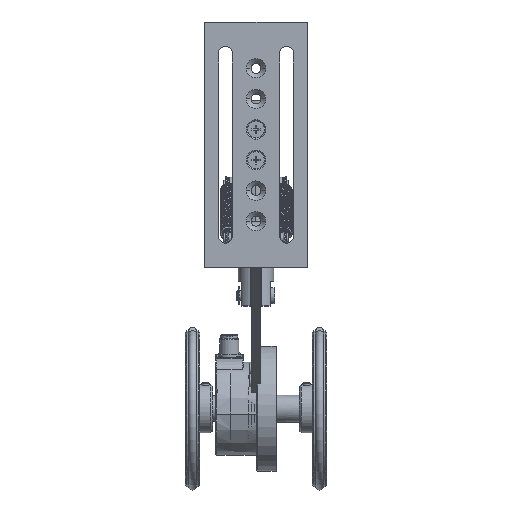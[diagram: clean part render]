
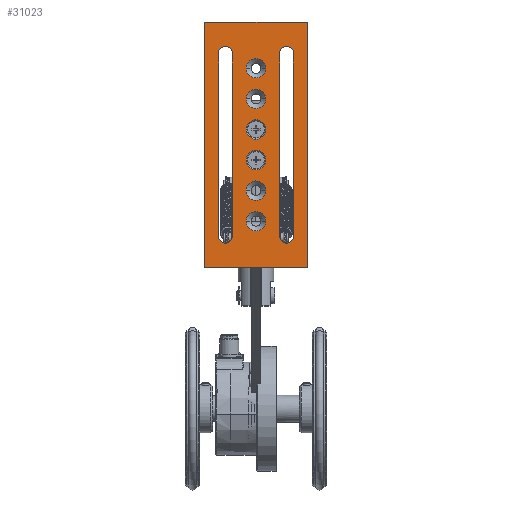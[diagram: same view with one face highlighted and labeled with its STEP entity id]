
A CAD part, top view. The second image highlights one B-rep face of the part: STEP entity #31023.
In plain terms, the highlighted planar face has unit normal (0, 0, 1).
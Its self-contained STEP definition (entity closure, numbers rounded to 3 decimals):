
#7815=DIRECTION('',(0.,-1.,0.));
#7816=VECTOR('',#7815,152.5);
#7817=CARTESIAN_POINT('',(-31.75,76.25,5.));
#7818=LINE('',#7817,#7816);
#7819=DIRECTION('',(-1.,0.,0.));
#7820=VECTOR('',#7819,63.5);
#7821=CARTESIAN_POINT('',(31.75,76.25,5.));
#7822=LINE('',#7821,#7820);
#7823=DIRECTION('',(0.,1.,0.));
#7824=VECTOR('',#7823,152.5);
#7825=CARTESIAN_POINT('',(31.75,-76.25,5.));
#7826=LINE('',#7825,#7824);
#7827=DIRECTION('',(1.,0.,0.));
#7828=VECTOR('',#7827,63.5);
#7829=CARTESIAN_POINT('',(-31.75,-76.25,5.));
#7830=LINE('',#7829,#7828);
#7831=CARTESIAN_POINT('',(0.,-47.55,5.));
#7832=DIRECTION('',(0.,0.,-1.));
#7833=DIRECTION('',(1.,0.,0.));
#7834=AXIS2_PLACEMENT_3D('',#7831,#7832,#7833);
#7836=CARTESIAN_POINT('',(0.,-47.55,5.));
#7837=DIRECTION('',(0.,0.,-1.));
#7838=DIRECTION('',(-1.,0.,0.));
#7839=AXIS2_PLACEMENT_3D('',#7836,#7837,#7838);
#7841=CARTESIAN_POINT('',(0.,-28.55,5.));
#7842=DIRECTION('',(0.,0.,-1.));
#7843=DIRECTION('',(1.,0.,0.));
#7844=AXIS2_PLACEMENT_3D('',#7841,#7842,#7843);
#7846=CARTESIAN_POINT('',(0.,-28.55,5.));
#7847=DIRECTION('',(0.,0.,-1.));
#7848=DIRECTION('',(-1.,0.,0.));
#7849=AXIS2_PLACEMENT_3D('',#7846,#7847,#7848);
#7851=CARTESIAN_POINT('',(0.,-9.55,5.));
#7852=DIRECTION('',(0.,0.,-1.));
#7853=DIRECTION('',(1.,0.,0.));
#7854=AXIS2_PLACEMENT_3D('',#7851,#7852,#7853);
#7856=CARTESIAN_POINT('',(0.,-9.55,5.));
#7857=DIRECTION('',(0.,0.,-1.));
#7858=DIRECTION('',(-1.,0.,0.));
#7859=AXIS2_PLACEMENT_3D('',#7856,#7857,#7858);
#7861=CARTESIAN_POINT('',(0.,9.45,5.));
#7862=DIRECTION('',(0.,0.,-1.));
#7863=DIRECTION('',(1.,0.,0.));
#7864=AXIS2_PLACEMENT_3D('',#7861,#7862,#7863);
#7866=CARTESIAN_POINT('',(0.,9.45,5.));
#7867=DIRECTION('',(0.,0.,-1.));
#7868=DIRECTION('',(-1.,0.,0.));
#7869=AXIS2_PLACEMENT_3D('',#7866,#7867,#7868);
#7871=CARTESIAN_POINT('',(0.,28.45,5.));
#7872=DIRECTION('',(0.,0.,-1.));
#7873=DIRECTION('',(1.,0.,0.));
#7874=AXIS2_PLACEMENT_3D('',#7871,#7872,#7873);
#7876=CARTESIAN_POINT('',(0.,28.45,5.));
#7877=DIRECTION('',(0.,0.,-1.));
#7878=DIRECTION('',(-1.,0.,0.));
#7879=AXIS2_PLACEMENT_3D('',#7876,#7877,#7878);
#7881=CARTESIAN_POINT('',(0.,47.45,5.));
#7882=DIRECTION('',(0.,0.,-1.));
#7883=DIRECTION('',(1.,0.,0.));
#7884=AXIS2_PLACEMENT_3D('',#7881,#7882,#7883);
#7886=CARTESIAN_POINT('',(0.,47.45,5.));
#7887=DIRECTION('',(0.,0.,-1.));
#7888=DIRECTION('',(-1.,0.,0.));
#7889=AXIS2_PLACEMENT_3D('',#7886,#7887,#7888);
#7891=CARTESIAN_POINT('',(-19.,57.,5.));
#7892=DIRECTION('',(0.,0.,-1.));
#7893=DIRECTION('',(-1.,0.,0.));
#7894=AXIS2_PLACEMENT_3D('',#7891,#7892,#7893);
#7896=CARTESIAN_POINT('',(-19.,-57.,5.));
#7897=DIRECTION('',(0.,0.,-1.));
#7898=DIRECTION('',(1.,0.,0.));
#7899=AXIS2_PLACEMENT_3D('',#7896,#7897,#7898);
#7901=CARTESIAN_POINT('',(19.,57.,5.));
#7902=DIRECTION('',(0.,0.,-1.));
#7903=DIRECTION('',(-1.,0.,0.));
#7904=AXIS2_PLACEMENT_3D('',#7901,#7902,#7903);
#7906=CARTESIAN_POINT('',(19.,-57.,5.));
#7907=DIRECTION('',(0.,0.,-1.));
#7908=DIRECTION('',(1.,0.,0.));
#7909=AXIS2_PLACEMENT_3D('',#7906,#7907,#7908);
#8574=DIRECTION('',(0.,1.,0.));
#8575=VECTOR('',#8574,114.);
#8576=CARTESIAN_POINT('',(-23.25,-57.,5.));
#8577=LINE('',#8576,#8575);
#8590=DIRECTION('',(0.,-1.,0.));
#8591=VECTOR('',#8590,114.);
#8592=CARTESIAN_POINT('',(-14.75,57.,5.));
#8593=LINE('',#8592,#8591);
#8606=DIRECTION('',(0.,-1.,0.));
#8607=VECTOR('',#8606,114.);
#8608=CARTESIAN_POINT('',(14.75,57.,5.));
#8609=LINE('',#8608,#8607);
#8618=DIRECTION('',(0.,1.,0.));
#8619=VECTOR('',#8618,114.);
#8620=CARTESIAN_POINT('',(23.25,-57.,5.));
#8621=LINE('',#8620,#8619);
#16758=CARTESIAN_POINT('',(-31.75,76.25,5.));
#16759=VERTEX_POINT('',#16758);
#16760=CARTESIAN_POINT('',(-31.75,-76.25,5.));
#16761=VERTEX_POINT('',#16760);
#16762=CARTESIAN_POINT('',(31.75,76.25,5.));
#16763=VERTEX_POINT('',#16762);
#16764=CARTESIAN_POINT('',(31.75,-76.25,5.));
#16765=VERTEX_POINT('',#16764);
#16766=CARTESIAN_POINT('',(6.,-47.55,5.));
#16767=CARTESIAN_POINT('',(-6.,-47.55,5.));
#16768=VERTEX_POINT('',#16766);
#16769=VERTEX_POINT('',#16767);
#16770=CARTESIAN_POINT('',(6.,-28.55,5.));
#16771=CARTESIAN_POINT('',(-6.,-28.55,5.));
#16772=VERTEX_POINT('',#16770);
#16773=VERTEX_POINT('',#16771);
#16774=CARTESIAN_POINT('',(6.,-9.55,5.));
#16775=CARTESIAN_POINT('',(-6.,-9.55,5.));
#16776=VERTEX_POINT('',#16774);
#16777=VERTEX_POINT('',#16775);
#16778=CARTESIAN_POINT('',(6.,9.45,5.));
#16779=CARTESIAN_POINT('',(-6.,9.45,5.));
#16780=VERTEX_POINT('',#16778);
#16781=VERTEX_POINT('',#16779);
#16782=CARTESIAN_POINT('',(6.,28.45,5.));
#16783=CARTESIAN_POINT('',(-6.,28.45,5.));
#16784=VERTEX_POINT('',#16782);
#16785=VERTEX_POINT('',#16783);
#16786=CARTESIAN_POINT('',(6.,47.45,5.));
#16787=CARTESIAN_POINT('',(-6.,47.45,5.));
#16788=VERTEX_POINT('',#16786);
#16789=VERTEX_POINT('',#16787);
#16790=CARTESIAN_POINT('',(-23.25,57.,5.));
#16791=CARTESIAN_POINT('',(-14.75,57.,5.));
#16792=VERTEX_POINT('',#16790);
#16793=VERTEX_POINT('',#16791);
#16794=CARTESIAN_POINT('',(-23.25,-57.,5.));
#16795=VERTEX_POINT('',#16794);
#16796=CARTESIAN_POINT('',(-14.75,-57.,5.));
#16797=VERTEX_POINT('',#16796);
#16798=CARTESIAN_POINT('',(14.75,57.,5.));
#16799=CARTESIAN_POINT('',(23.25,57.,5.));
#16800=VERTEX_POINT('',#16798);
#16801=VERTEX_POINT('',#16799);
#16802=CARTESIAN_POINT('',(14.75,-57.,5.));
#16803=VERTEX_POINT('',#16802);
#16804=CARTESIAN_POINT('',(23.25,-57.,5.));
#16805=VERTEX_POINT('',#16804);
#30956=CARTESIAN_POINT('',(0.,0.,5.));
#30957=DIRECTION('',(0.,0.,1.));
#30958=DIRECTION('',(1.,0.,0.));
#30959=AXIS2_PLACEMENT_3D('',#30956,#30957,#30958);
#30960=PLANE('',#30959);
#30961=ORIENTED_EDGE('',*,*,#30908,.F.);
#30962=ORIENTED_EDGE('',*,*,#30923,.F.);
#30963=ORIENTED_EDGE('',*,*,#30937,.F.);
#30964=ORIENTED_EDGE('',*,*,#30950,.F.);
#30965=EDGE_LOOP('',(#30961,#30962,#30963,#30964));
#30966=FACE_OUTER_BOUND('',#30965,.F.);
#30968=ORIENTED_EDGE('',*,*,#30967,.F.);
#30970=ORIENTED_EDGE('',*,*,#30969,.F.);
#30971=EDGE_LOOP('',(#30968,#30970));
#30972=FACE_BOUND('',#30971,.F.);
#30974=ORIENTED_EDGE('',*,*,#30973,.F.);
#30976=ORIENTED_EDGE('',*,*,#30975,.F.);
#30977=EDGE_LOOP('',(#30974,#30976));
#30978=FACE_BOUND('',#30977,.F.);
#30980=ORIENTED_EDGE('',*,*,#30979,.F.);
#30982=ORIENTED_EDGE('',*,*,#30981,.F.);
#30983=EDGE_LOOP('',(#30980,#30982));
#30984=FACE_BOUND('',#30983,.F.);
#30986=ORIENTED_EDGE('',*,*,#30985,.F.);
#30988=ORIENTED_EDGE('',*,*,#30987,.F.);
#30989=EDGE_LOOP('',(#30986,#30988));
#30990=FACE_BOUND('',#30989,.F.);
#30992=ORIENTED_EDGE('',*,*,#30991,.F.);
#30994=ORIENTED_EDGE('',*,*,#30993,.F.);
#30995=EDGE_LOOP('',(#30992,#30994));
#30996=FACE_BOUND('',#30995,.F.);
#30998=ORIENTED_EDGE('',*,*,#30997,.F.);
#31000=ORIENTED_EDGE('',*,*,#30999,.F.);
#31001=EDGE_LOOP('',(#30998,#31000));
#31002=FACE_BOUND('',#31001,.F.);
#31004=ORIENTED_EDGE('',*,*,#31003,.F.);
#31006=ORIENTED_EDGE('',*,*,#31005,.F.);
#31008=ORIENTED_EDGE('',*,*,#31007,.F.);
#31010=ORIENTED_EDGE('',*,*,#31009,.F.);
#31011=EDGE_LOOP('',(#31004,#31006,#31008,#31010));
#31012=FACE_BOUND('',#31011,.F.);
#31014=ORIENTED_EDGE('',*,*,#31013,.F.);
#31016=ORIENTED_EDGE('',*,*,#31015,.T.);
#31018=ORIENTED_EDGE('',*,*,#31017,.F.);
#31020=ORIENTED_EDGE('',*,*,#31019,.T.);
#31021=EDGE_LOOP('',(#31014,#31016,#31018,#31020));
#31022=FACE_BOUND('',#31021,.F.);
#7835=CIRCLE('',#7834,6.);
#7840=CIRCLE('',#7839,6.);
#7845=CIRCLE('',#7844,6.);
#7850=CIRCLE('',#7849,6.);
#7855=CIRCLE('',#7854,6.);
#7860=CIRCLE('',#7859,6.);
#7865=CIRCLE('',#7864,6.);
#7870=CIRCLE('',#7869,6.);
#7875=CIRCLE('',#7874,6.);
#7880=CIRCLE('',#7879,6.);
#7885=CIRCLE('',#7884,6.);
#7890=CIRCLE('',#7889,6.);
#7895=CIRCLE('',#7894,4.25);
#7900=CIRCLE('',#7899,4.25);
#7905=CIRCLE('',#7904,4.25);
#7910=CIRCLE('',#7909,4.25);
#30908=EDGE_CURVE('',#16759,#16761,#7818,.T.);
#30923=EDGE_CURVE('',#16763,#16759,#7822,.T.);
#30937=EDGE_CURVE('',#16765,#16763,#7826,.T.);
#30950=EDGE_CURVE('',#16761,#16765,#7830,.T.);
#30967=EDGE_CURVE('',#16768,#16769,#7835,.T.);
#30969=EDGE_CURVE('',#16769,#16768,#7840,.T.);
#30973=EDGE_CURVE('',#16772,#16773,#7845,.T.);
#30975=EDGE_CURVE('',#16773,#16772,#7850,.T.);
#30979=EDGE_CURVE('',#16776,#16777,#7855,.T.);
#30981=EDGE_CURVE('',#16777,#16776,#7860,.T.);
#30985=EDGE_CURVE('',#16780,#16781,#7865,.T.);
#30987=EDGE_CURVE('',#16781,#16780,#7870,.T.);
#30991=EDGE_CURVE('',#16784,#16785,#7875,.T.);
#30993=EDGE_CURVE('',#16785,#16784,#7880,.T.);
#30997=EDGE_CURVE('',#16788,#16789,#7885,.T.);
#30999=EDGE_CURVE('',#16789,#16788,#7890,.T.);
#31003=EDGE_CURVE('',#16792,#16793,#7895,.T.);
#31005=EDGE_CURVE('',#16795,#16792,#8577,.T.);
#31007=EDGE_CURVE('',#16797,#16795,#7900,.T.);
#31009=EDGE_CURVE('',#16793,#16797,#8593,.T.);
#31013=EDGE_CURVE('',#16800,#16801,#7905,.T.);
#31015=EDGE_CURVE('',#16800,#16803,#8609,.T.);
#31017=EDGE_CURVE('',#16805,#16803,#7910,.T.);
#31019=EDGE_CURVE('',#16805,#16801,#8621,.T.);
#31023=ADVANCED_FACE('',(#30966,#30972,#30978,#30984,#30990,#30996,#31002,
#31012,#31022),#30960,.T.);
